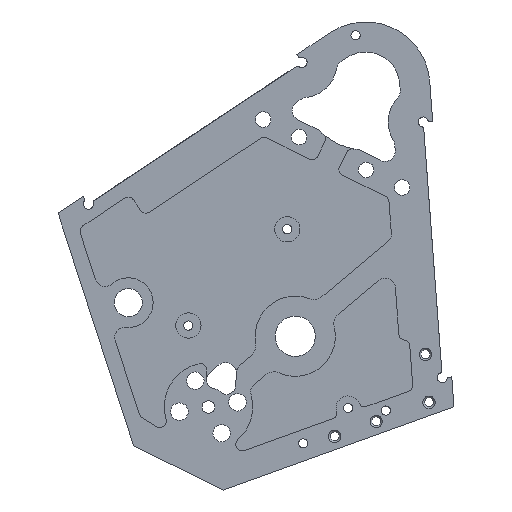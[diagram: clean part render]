
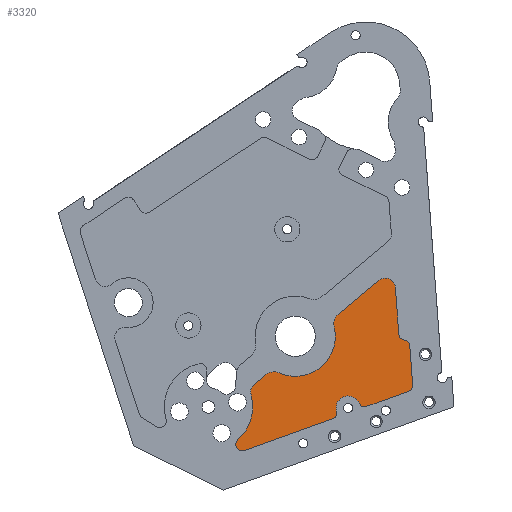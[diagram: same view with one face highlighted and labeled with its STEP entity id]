
A CAD part, left-side view. The second image highlights one B-rep face of the part: STEP entity #3320.
In plain terms, the highlighted planar face has unit normal (-1, 0, 0).
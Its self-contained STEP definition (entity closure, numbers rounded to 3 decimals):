
#183=PLANE('',#3709);
#287=FACE_OUTER_BOUND('',#522,.T.);
#522=EDGE_LOOP('',(#2715,#2716,#2717,#2718,#2719,#2720,#2721,#2722,#2723,
#2724,#2725,#2726,#2727,#2728,#2729,#2730,#2731,#2732,#2733));
#755=LINE('',#5570,#1016);
#759=LINE('',#5583,#1020);
#765=LINE('',#5600,#1026);
#768=LINE('',#5608,#1029);
#772=LINE('',#5620,#1033);
#774=LINE('',#5626,#1035);
#1016=VECTOR('',#4458,10.);
#1020=VECTOR('',#4472,10.);
#1026=VECTOR('',#4492,10.);
#1029=VECTOR('',#4501,10.);
#1033=VECTOR('',#4515,10.);
#1035=VECTOR('',#4523,10.);
#1353=CIRCLE('',#3674,4.);
#1354=CIRCLE('',#3676,12.7);
#1355=CIRCLE('',#3678,4.);
#1358=CIRCLE('',#3686,2.);
#1359=CIRCLE('',#3688,3.81);
#1360=CIRCLE('',#3690,2.);
#1361=CIRCLE('',#3693,2.);
#1362=CIRCLE('',#3696,2.);
#1363=CIRCLE('',#3698,2.);
#1364=CIRCLE('',#3701,3.175);
#1365=CIRCLE('',#3704,3.175);
#1366=CIRCLE('',#3706,14.);
#1367=CIRCLE('',#3708,2.);
#1653=VERTEX_POINT('',#5554);
#1654=VERTEX_POINT('',#5555);
#1655=VERTEX_POINT('',#5560);
#1656=VERTEX_POINT('',#5564);
#1657=VERTEX_POINT('',#5568);
#1660=VERTEX_POINT('',#5580);
#1661=VERTEX_POINT('',#5582);
#1662=VERTEX_POINT('',#5586);
#1663=VERTEX_POINT('',#5590);
#1664=VERTEX_POINT('',#5594);
#1665=VERTEX_POINT('',#5598);
#1666=VERTEX_POINT('',#5602);
#1667=VERTEX_POINT('',#5606);
#1668=VERTEX_POINT('',#5610);
#1669=VERTEX_POINT('',#5614);
#1670=VERTEX_POINT('',#5618);
#1671=VERTEX_POINT('',#5622);
#1672=VERTEX_POINT('',#5628);
#1673=VERTEX_POINT('',#5632);
#2029=EDGE_CURVE('',#1653,#1654,#1353,.T.);
#2033=EDGE_CURVE('',#1655,#1654,#1354,.T.);
#2034=EDGE_CURVE('',#1655,#1656,#1355,.T.);
#2037=EDGE_CURVE('',#1657,#1656,#755,.T.);
#2043=EDGE_CURVE('',#1660,#1661,#759,.T.);
#2046=EDGE_CURVE('',#1662,#1660,#1358,.T.);
#2048=EDGE_CURVE('',#1663,#1662,#1359,.T.);
#2050=EDGE_CURVE('',#1664,#1663,#1360,.T.);
#2052=EDGE_CURVE('',#1665,#1664,#765,.T.);
#2054=EDGE_CURVE('',#1666,#1665,#1361,.T.);
#2056=EDGE_CURVE('',#1667,#1666,#768,.T.);
#2058=EDGE_CURVE('',#1668,#1667,#1362,.T.);
#2060=EDGE_CURVE('',#1669,#1668,#1363,.T.);
#2062=EDGE_CURVE('',#1670,#1669,#772,.T.);
#2064=EDGE_CURVE('',#1671,#1670,#1364,.T.);
#2065=EDGE_CURVE('',#1653,#1671,#774,.T.);
#2067=EDGE_CURVE('',#1672,#1657,#1365,.T.);
#2069=EDGE_CURVE('',#1673,#1672,#1366,.T.);
#2070=EDGE_CURVE('',#1661,#1673,#1367,.T.);
#2715=ORIENTED_EDGE('',*,*,#2029,.T.);
#2716=ORIENTED_EDGE('',*,*,#2033,.F.);
#2717=ORIENTED_EDGE('',*,*,#2034,.T.);
#2718=ORIENTED_EDGE('',*,*,#2037,.F.);
#2719=ORIENTED_EDGE('',*,*,#2067,.F.);
#2720=ORIENTED_EDGE('',*,*,#2069,.F.);
#2721=ORIENTED_EDGE('',*,*,#2070,.F.);
#2722=ORIENTED_EDGE('',*,*,#2043,.F.);
#2723=ORIENTED_EDGE('',*,*,#2046,.F.);
#2724=ORIENTED_EDGE('',*,*,#2048,.F.);
#2725=ORIENTED_EDGE('',*,*,#2050,.F.);
#2726=ORIENTED_EDGE('',*,*,#2052,.F.);
#2727=ORIENTED_EDGE('',*,*,#2054,.F.);
#2728=ORIENTED_EDGE('',*,*,#2056,.F.);
#2729=ORIENTED_EDGE('',*,*,#2058,.F.);
#2730=ORIENTED_EDGE('',*,*,#2060,.F.);
#2731=ORIENTED_EDGE('',*,*,#2062,.F.);
#2732=ORIENTED_EDGE('',*,*,#2064,.F.);
#2733=ORIENTED_EDGE('',*,*,#2065,.F.);
#3320=ADVANCED_FACE('',(#287),#183,.T.);
#3674=AXIS2_PLACEMENT_3D('',#5556,#4441,#4442);
#3676=AXIS2_PLACEMENT_3D('',#5562,#4448,#4449);
#3678=AXIS2_PLACEMENT_3D('',#5565,#4452,#4453);
#3686=AXIS2_PLACEMENT_3D('',#5588,#4477,#4478);
#3688=AXIS2_PLACEMENT_3D('',#5592,#4482,#4483);
#3690=AXIS2_PLACEMENT_3D('',#5596,#4487,#4488);
#3693=AXIS2_PLACEMENT_3D('',#5604,#4496,#4497);
#3696=AXIS2_PLACEMENT_3D('',#5612,#4505,#4506);
#3698=AXIS2_PLACEMENT_3D('',#5616,#4510,#4511);
#3701=AXIS2_PLACEMENT_3D('',#5624,#4519,#4520);
#3704=AXIS2_PLACEMENT_3D('',#5630,#4527,#4528);
#3706=AXIS2_PLACEMENT_3D('',#5634,#4532,#4533);
#3708=AXIS2_PLACEMENT_3D('',#5636,#4536,#4537);
#3709=AXIS2_PLACEMENT_3D('',#5637,#4538,#4539);
#4441=DIRECTION('center_axis',(-1.,0.,0.));
#4442=DIRECTION('ref_axis',(0.,0.949,0.315));
#4448=DIRECTION('center_axis',(-1.,0.,0.));
#4449=DIRECTION('ref_axis',(0.,0.,1.));
#4452=DIRECTION('center_axis',(-1.,0.,0.));
#4453=DIRECTION('ref_axis',(0.,0.139,0.99));
#4458=DIRECTION('',(0.,-0.768,0.64));
#4472=DIRECTION('',(0.,0.941,-0.339));
#4477=DIRECTION('center_axis',(1.,0.,0.));
#4478=DIRECTION('ref_axis',(0.,-0.339,-0.941));
#4482=DIRECTION('center_axis',(-1.,0.,0.));
#4483=DIRECTION('ref_axis',(0.,-0.91,0.414));
#4487=DIRECTION('center_axis',(1.,0.,0.));
#4488=DIRECTION('ref_axis',(0.,0.91,-0.414));
#4492=DIRECTION('',(0.,0.941,-0.339));
#4496=DIRECTION('center_axis',(1.,0.,0.));
#4497=DIRECTION('ref_axis',(0.,-0.339,-0.941));
#4501=DIRECTION('',(0.,-0.074,-0.997));
#4505=DIRECTION('center_axis',(1.,0.,0.));
#4506=DIRECTION('ref_axis',(0.,-0.997,0.074));
#4510=DIRECTION('center_axis',(-1.,0.,0.));
#4511=DIRECTION('ref_axis',(0.,0.997,-0.074));
#4515=DIRECTION('',(0.,-0.074,-0.997));
#4519=DIRECTION('center_axis',(1.,0.,0.));
#4520=DIRECTION('ref_axis',(0.,-0.997,0.074));
#4523=DIRECTION('',(0.,-0.768,0.64));
#4527=DIRECTION('center_axis',(1.,0.,0.));
#4528=DIRECTION('ref_axis',(0.,0.64,0.768));
#4532=DIRECTION('center_axis',(-1.,0.,0.));
#4533=DIRECTION('ref_axis',(0.,-0.667,-0.745));
#4536=DIRECTION('center_axis',(1.,0.,0.));
#4537=DIRECTION('ref_axis',(0.,0.667,0.745));
#4538=DIRECTION('center_axis',(-1.,0.,0.));
#4539=DIRECTION('ref_axis',(0.,0.,1.));
#5554=CARTESIAN_POINT('',(24.35,8.638,-72.249));
#5555=CARTESIAN_POINT('',(24.35,9.966,-76.254));
#5556=CARTESIAN_POINT('Origin',(24.35,6.076,-75.321));
#5560=CARTESIAN_POINT('',(24.35,27.449,-90.834));
#5562=CARTESIAN_POINT('Origin',(24.35,22.315,-79.218));
#5564=CARTESIAN_POINT('',(24.35,31.628,-91.42));
#5565=CARTESIAN_POINT('Origin',(24.35,29.066,-94.492));
#5568=CARTESIAN_POINT('',(24.35,35.294,-94.477));
#5570=CARTESIAN_POINT('',(24.35,35.294,-94.477));
#5580=CARTESIAN_POINT('',(24.35,10.52,-105.34));
#5582=CARTESIAN_POINT('',(24.35,38.436,-115.405));
#5583=CARTESIAN_POINT('',(24.35,10.52,-105.34));
#5586=CARTESIAN_POINT('',(24.35,9.268,-102.936));
#5588=CARTESIAN_POINT('Origin',(24.35,11.198,-103.459));
#5590=CARTESIAN_POINT('',(24.35,2.123,-100.36));
#5592=CARTESIAN_POINT('Origin',(24.35,5.59,-101.939));
#5594=CARTESIAN_POINT('',(24.35,-0.375,-101.412));
#5596=CARTESIAN_POINT('Origin',(24.35,0.303,-99.531));
#5598=CARTESIAN_POINT('',(24.35,-13.546,-96.664));
#5600=CARTESIAN_POINT('',(24.35,-13.546,-96.664));
#5602=CARTESIAN_POINT('',(24.35,-14.862,-94.634));
#5604=CARTESIAN_POINT('Origin',(24.35,-12.867,-94.783));
#5606=CARTESIAN_POINT('',(24.35,-13.942,-82.275));
#5608=CARTESIAN_POINT('',(24.35,-13.942,-82.275));
#5610=CARTESIAN_POINT('',(24.35,-12.213,-80.441));
#5612=CARTESIAN_POINT('Origin',(24.35,-11.947,-82.423));
#5614=CARTESIAN_POINT('',(24.35,-10.485,-78.607));
#5616=CARTESIAN_POINT('Origin',(24.35,-12.479,-78.459));
#5618=CARTESIAN_POINT('',(24.35,-9.38,-63.762));
#5620=CARTESIAN_POINT('',(24.35,-9.38,-63.762));
#5622=CARTESIAN_POINT('',(24.35,-4.18,-61.56));
#5624=CARTESIAN_POINT('Origin',(24.35,-6.213,-63.998));
#5626=CARTESIAN_POINT('',(24.35,35.294,-94.477));
#5628=CARTESIAN_POINT('',(24.35,36.315,-97.782));
#5630=CARTESIAN_POINT('Origin',(24.35,33.26,-96.916));
#5632=CARTESIAN_POINT('',(24.35,40.448,-112.033));
#5634=CARTESIAN_POINT('Origin',(24.35,49.784,-101.6));
#5636=CARTESIAN_POINT('Origin',(24.35,39.115,-113.523));
#5637=CARTESIAN_POINT('Origin',(24.35,13.124,-88.173));
